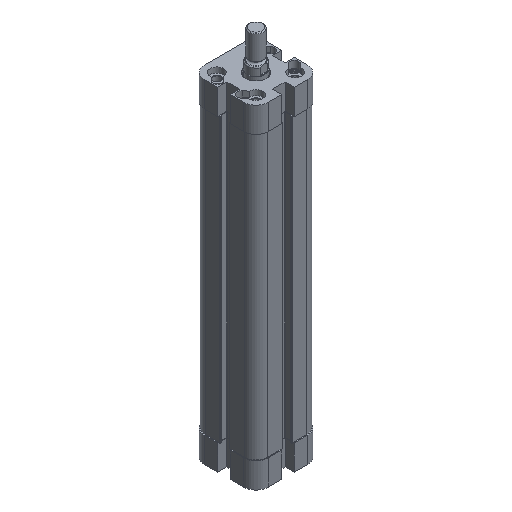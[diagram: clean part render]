
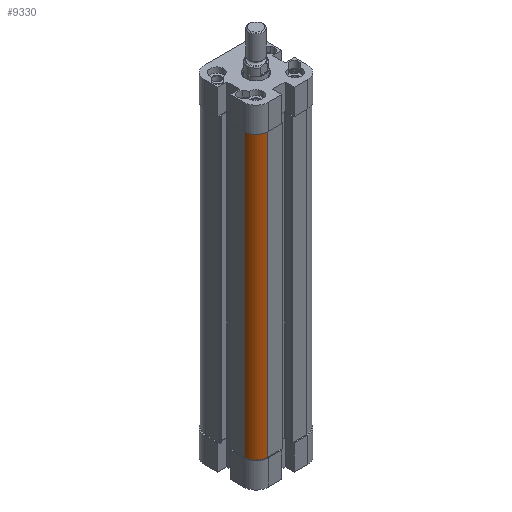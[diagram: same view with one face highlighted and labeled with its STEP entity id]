
A CAD part, isometric view. The second image highlights one B-rep face of the part: STEP entity #9330.
In plain terms, the highlighted cylindrical face has radius 6.5 mm (diameter 13 mm), a partial arc.
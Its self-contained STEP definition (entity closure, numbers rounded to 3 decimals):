
#306=CYLINDRICAL_SURFACE('',#10291,6.5);
#915=FACE_OUTER_BOUND('',#1708,.T.);
#1708=EDGE_LOOP('',(#7491,#7492,#7493,#7494));
#2365=CIRCLE('',#10090,6.5);
#2418=CIRCLE('',#10145,6.5);
#3024=LINE('',#15356,#3744);
#3025=LINE('',#15358,#3745);
#3744=VECTOR('',#12370,158.5);
#3745=VECTOR('',#12373,158.5);
#4419=VERTEX_POINT('',#14771);
#4420=VERTEX_POINT('',#14773);
#4512=VERTEX_POINT('',#14959);
#4513=VERTEX_POINT('',#14961);
#5365=EDGE_CURVE('',#4420,#4419,#2365,.T.);
#5458=EDGE_CURVE('',#4513,#4512,#2418,.T.);
#5656=EDGE_CURVE('',#4420,#4512,#3024,.T.);
#5657=EDGE_CURVE('',#4419,#4513,#3025,.T.);
#7491=ORIENTED_EDGE('',*,*,#5365,.T.);
#7492=ORIENTED_EDGE('',*,*,#5657,.T.);
#7493=ORIENTED_EDGE('',*,*,#5458,.T.);
#7494=ORIENTED_EDGE('',*,*,#5656,.F.);
#9330=ADVANCED_FACE('',(#915),#306,.T.);
#10090=AXIS2_PLACEMENT_3D('',#14774,#11795,#11796);
#10145=AXIS2_PLACEMENT_3D('',#14962,#11945,#11946);
#10291=AXIS2_PLACEMENT_3D('',#15357,#12371,#12372);
#11795=DIRECTION('center_axis',(0.,0.,
-1.));
#11796=DIRECTION('ref_axis',(1.,0.,0.));
#11945=DIRECTION('center_axis',(0.,0.,
1.));
#11946=DIRECTION('ref_axis',(1.,0.,0.));
#12370=DIRECTION('',(0.,0.,-1.));
#12371=DIRECTION('center_axis',(0.,0.,
1.));
#12372=DIRECTION('ref_axis',(1.,0.,0.));
#12373=DIRECTION('',(0.,0.,-1.));
#14771=CARTESIAN_POINT('',(-17.5,-11.,158.45));
#14773=CARTESIAN_POINT('',(-11.,-17.5,158.45));
#14774=CARTESIAN_POINT('Origin',(-11.,-11.,158.45));
#14959=CARTESIAN_POINT('',(-11.,-17.5,-0.05));
#14961=CARTESIAN_POINT('',(-17.5,-11.,-0.05));
#14962=CARTESIAN_POINT('Origin',(-11.,-11.,-0.05));
#15356=CARTESIAN_POINT('',(-11.,-17.5,79.2));
#15357=CARTESIAN_POINT('Origin',(-11.,-11.,79.2));
#15358=CARTESIAN_POINT('',(-17.5,-11.,79.2));
